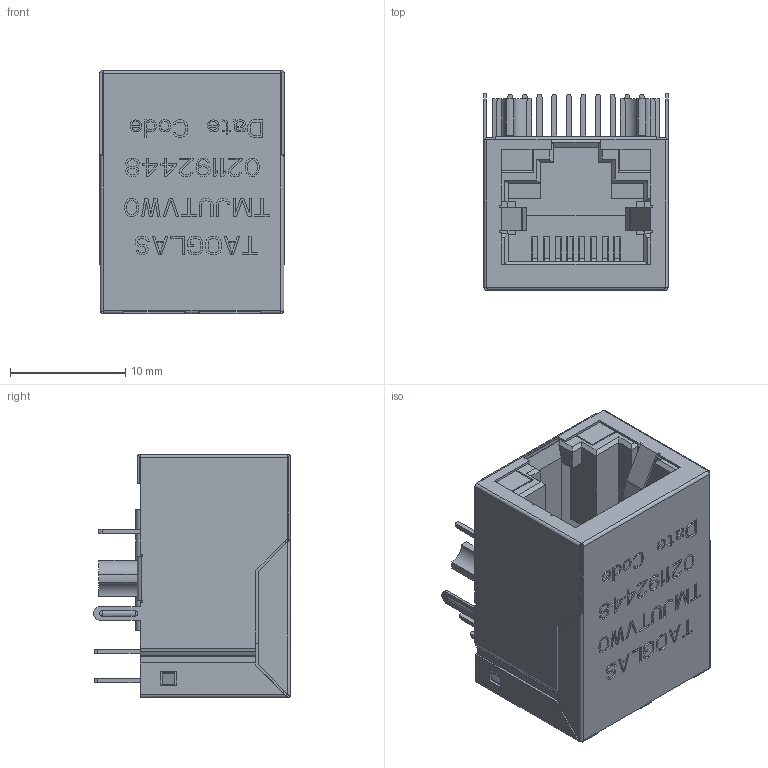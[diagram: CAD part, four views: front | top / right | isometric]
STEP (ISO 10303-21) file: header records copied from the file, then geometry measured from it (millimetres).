
FILE_DESCRIPTION((''),'2;1');
FILE_NAME('UTRJTVW0021192448','2023-03-07T',('Administrator'),(''),'PRO/ENGINEER BY PARAMETRIC TECHNOLOGY CORPORATION, 2008380','PRO/ENGINEER BY PARAMETRIC TECHNOLOGY CORPORATION, 2008380','');
FILE_SCHEMA(('CONFIG_CONTROL_DESIGN'));
Products named in the file (1): UTRJTVW0021192448
Bounding box: 16.14 x 17.1 x 21.1 mm (x, y, z)
Volume: 2071.8 mm3; surface area: 7023.9 mm2
Topology: 1 solids, 1 shells, 2295 faces, 6714 edges, 4393 vertices
Faces by surface type: plane 2029, cylinder 198, extrusion 64, sphere 4
Entity records: 78445 total; most frequent: CARTESIAN_POINT 17273, ORIENTED_EDGE 13428, DIRECTION 11610, EDGE_CURVE 6714, VECTOR 5988, LINE 5924, VERTEX_POINT 4393, AXIS2_PLACEMENT_3D 2811
